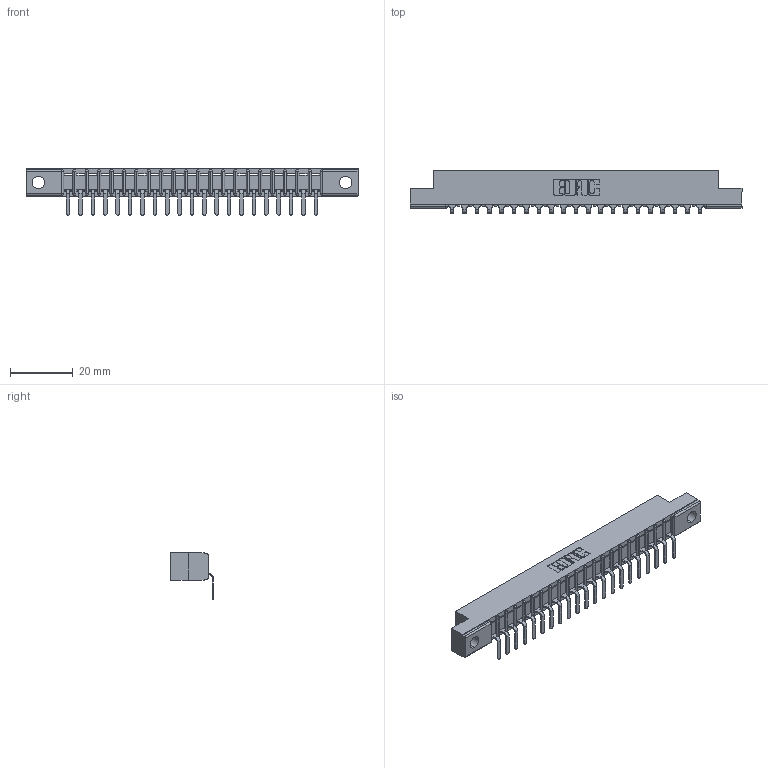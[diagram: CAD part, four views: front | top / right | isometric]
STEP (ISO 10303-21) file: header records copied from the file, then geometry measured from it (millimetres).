
FILE_DESCRIPTION (( 'STEP AP203' ), '1' );
FILE_NAME ('357-021-559-104.STEP', '2022-07-12T22:30:05', ( '' ), ( '' ), 'SwSTEP 2.0', 'SolidWorks 2020', '' );
FILE_SCHEMA (( 'CONFIG_CONTROL_DESIGN' ));
Length unit declared in the file: inch
Products named in the file (3): 307 Part_.156 Dia Mounting Holes; 357-021-559-104; 307-290-001_558 559 - 1 (Single)
Assembly tree (22 placements, depth 2):
  357-021-559-104
    307 Part_.156 Dia Mounting Holes
    307-290-001_558 559 - 1 (Single)  x21
Bounding box: 106.22 x 13.7 x 14.81 mm (x, y, z)
Volume: 6614.5 mm3; surface area: 10143.6 mm2
Topology: 22 solids, 22 shells, 1414 faces, 4013 edges, 2586 vertices
Faces by surface type: plane 903, cylinder 467, sphere 44
Entity records: 21114 total; most frequent: CARTESIAN_POINT 3554, ORIENTED_EDGE 3538, DIRECTION 3461, EDGE_CURVE 1769, VECTOR 1355, LINE 1355, VERTEX_POINT 1146, AXIS2_PLACEMENT_3D 1053
